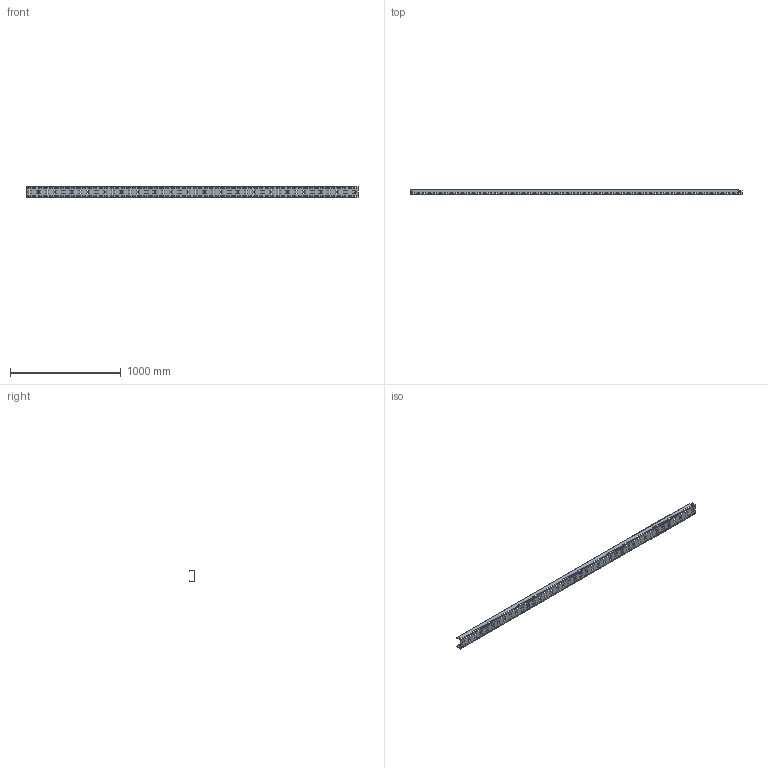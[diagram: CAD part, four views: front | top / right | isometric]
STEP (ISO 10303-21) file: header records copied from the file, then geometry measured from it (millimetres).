
FILE_DESCRIPTION (( 'STEP AP203' ), '1' );
FILE_NAME ('CLP10-050-100-3 Ëîòîê ïåðôîðèðîâàííûé 50õ100õ3000 ÈÝÊ.STEP', '2016-02-04T09:28:45', ( '' ), ( '' ), 'SwSTEP 2.0', 'SolidWorks 2014', '' );
FILE_SCHEMA (( 'CONFIG_CONTROL_DESIGN' ));
Length unit declared in the file: millimetre
Products named in the file (1): CLP10-050-100-3 Ëîòîê ïåðôîðèðîâàííûé 50õ100õ3000 ÈÝÊ
Bounding box: 3000 x 50 x 100 mm (x, y, z)
Volume: 401767.7 mm3; surface area: 1168227.6 mm2
Topology: 1 solids, 1 shells, 1371 faces, 4162 edges, 2781 vertices
Faces by surface type: plane 704, cylinder 667
Full cylindrical faces by diameter (mm): 11 x19
Entity records: 48173 total; most frequent: CARTESIAN_POINT 8258, ORIENTED_EDGE 8248, DIRECTION 8202, EDGE_CURVE 4124, LINE 2790, VECTOR 2790, VERTEX_POINT 2762, AXIS2_PLACEMENT_3D 2706
